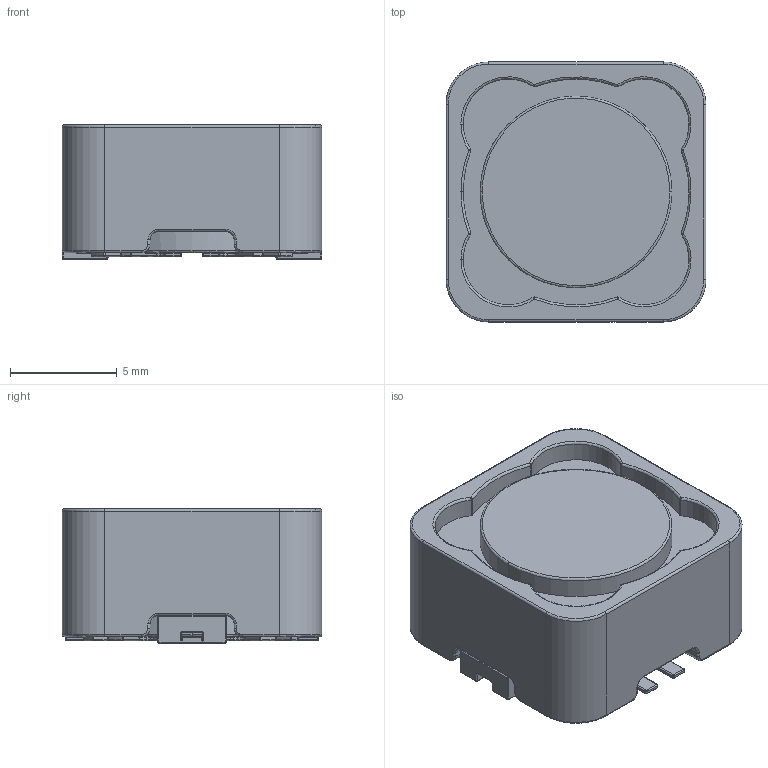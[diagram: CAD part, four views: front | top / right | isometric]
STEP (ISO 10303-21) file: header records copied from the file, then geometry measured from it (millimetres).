
FILE_DESCRIPTION (( 'STEP AP214' ), '1' );
FILE_NAME ('PowerInductor.STEP', '2016-04-12T07:25:02', ( 'Kapouchima' ), ( '' ), 'SwSTEP 2.0', 'SolidWorks 2015', '' );
FILE_SCHEMA (( 'AUTOMOTIVE_DESIGN' ));
Length unit declared in the file: millimetre
Products named in the file (1): PowerInductor
Bounding box: 12.2 x 12.2 x 6.3 mm (x, y, z)
Volume: 800 mm3; surface area: 752.7 mm2
Topology: 1 solids, 1 shells, 801 faces, 1928 edges, 1036 vertices
Faces by surface type: cylinder 356, bspline 210, plane 103, torus 80, sphere 52
Entity records: 38279 total; most frequent: CARTESIAN_POINT 12323, ORIENTED_EDGE 3692, DIRECTION 3614, EDGE_CURVE 1846, AXIS2_PLACEMENT_3D 1490, VERTEX_POINT 1026, CIRCLE 898, EDGE_LOOP 812
